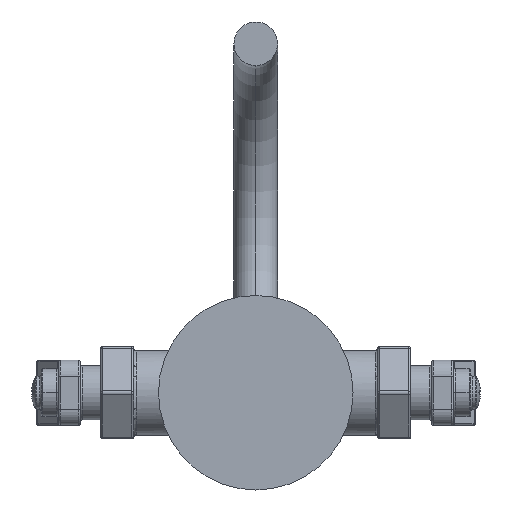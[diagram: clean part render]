
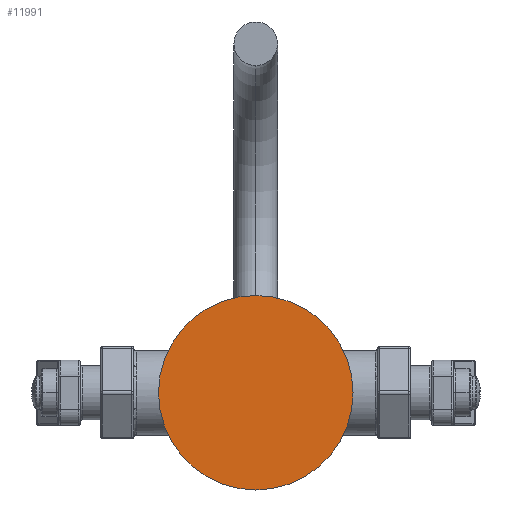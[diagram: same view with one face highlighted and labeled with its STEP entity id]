
A CAD part, front view. The second image highlights one B-rep face of the part: STEP entity #11991.
In plain terms, the highlighted planar face has unit normal (0, -1, 0).
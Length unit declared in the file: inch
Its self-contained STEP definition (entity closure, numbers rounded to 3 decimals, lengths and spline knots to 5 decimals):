
#109=CARTESIAN_POINT('',(0.,0.,0.));
#110=DIRECTION('',(0.,1.,0.));
#111=DIRECTION('',(1.,0.,0.));
#112=AXIS2_PLACEMENT_3D('',#109,#110,#111);
#123=CARTESIAN_POINT('',(0.,0.,0.));
#124=DIRECTION('',(0.,1.,0.));
#125=DIRECTION('',(-1.,0.,0.));
#126=AXIS2_PLACEMENT_3D('',#123,#124,#125);
#10233=CARTESIAN_POINT('',(1.115,0.,0.));
#10234=CARTESIAN_POINT('',(-1.115,0.,0.));
#10235=VERTEX_POINT('',#10233);
#10236=VERTEX_POINT('',#10234);
#11981=CARTESIAN_POINT('',(0.,0.,0.));
#11982=DIRECTION('',(0.,1.,0.));
#11983=DIRECTION('',(1.,0.,0.));
#11984=AXIS2_PLACEMENT_3D('',#11981,#11982,#11983);
#11985=PLANE('',#11984);
#11986=ORIENTED_EDGE('',*,*,#11971,.T.);
#11988=ORIENTED_EDGE('',*,*,#11987,.T.);
#11989=EDGE_LOOP('',(#11986,#11988));
#11990=FACE_OUTER_BOUND('',#11989,.F.);
#11991=ADVANCED_FACE('',(#11990),#11985,.F.);
#113=CIRCLE('',#112,1.115);
#127=CIRCLE('',#126,1.115);
#11971=EDGE_CURVE('',#10235,#10236,#113,.T.);
#11987=EDGE_CURVE('',#10236,#10235,#127,.T.);
